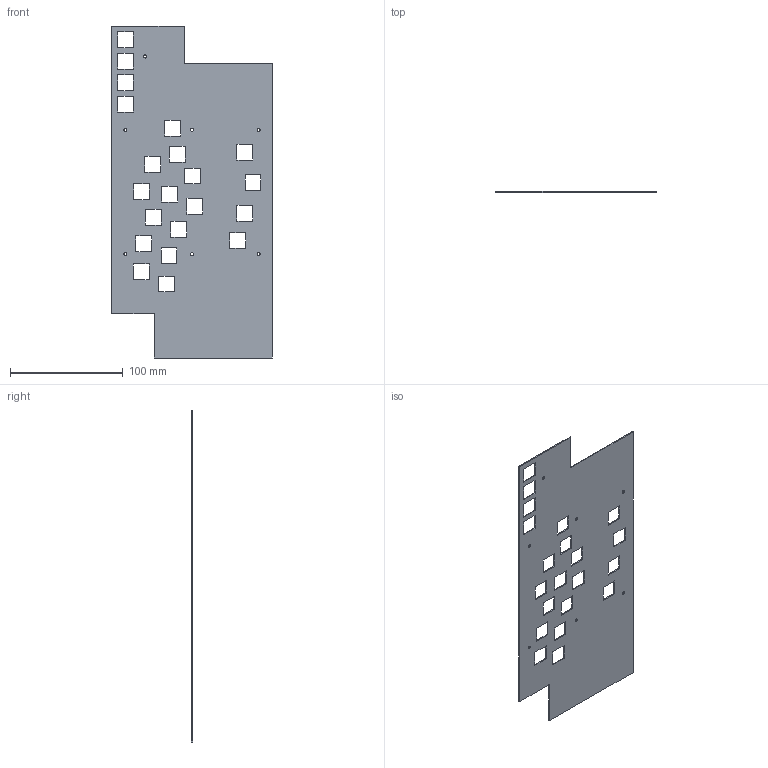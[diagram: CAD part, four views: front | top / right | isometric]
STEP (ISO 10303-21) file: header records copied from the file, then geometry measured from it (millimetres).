
FILE_DESCRIPTION(/* description */ (''),/* implementation_level */ '2;1');
FILE_NAME(/* name */ 'PositionPlate.stp',/* time_stamp */ '2023-11-08T01:37:50+08:00',/* author */ ('nicx5'),/* organization */ (''),/* preprocessor_version */ 'ST-DEVELOPER v19.2',/* originating_system */ 'Autodesk Inventor 2024',/* authorisation */ '');
FILE_SCHEMA (('AUTOMOTIVE_DESIGN { 1 0 10303 214 3 1 1 }'));
Length unit declared in the file: millimetre
Products named in the file (1): PositionPlate
Bounding box: 142 x 1 x 294 mm (x, y, z)
Volume: 33510.9 mm3; surface area: 69133.4 mm2
Topology: 1 solids, 1 shells, 101 faces, 297 edges, 198 vertices
Faces by surface type: plane 94, cylinder 7
Full cylindrical faces by diameter (mm): 2.7 x7
Entity records: 3570 total; most frequent: CARTESIAN_POINT 597, ORIENTED_EDGE 594, DIRECTION 515, EDGE_CURVE 297, LINE 283, VECTOR 283, VERTEX_POINT 198, EDGE_LOOP 157
